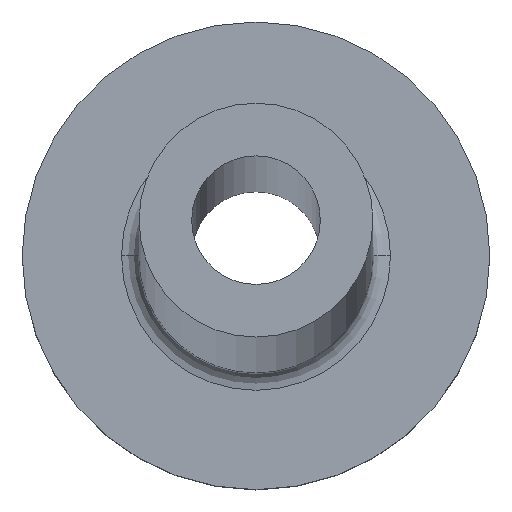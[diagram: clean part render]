
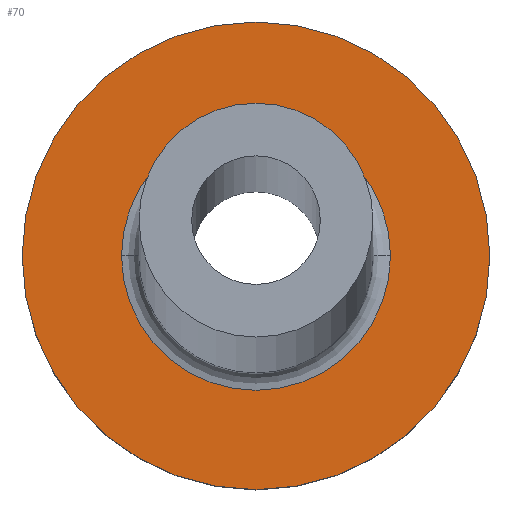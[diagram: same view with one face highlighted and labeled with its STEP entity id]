
A CAD part, top view. The second image highlights one B-rep face of the part: STEP entity #70.
In plain terms, the highlighted planar face has unit normal (0, 0, 1).
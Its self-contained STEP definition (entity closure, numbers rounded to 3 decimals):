
#11 = VERTEX_POINT ( 'NONE', #73 ) ;
#15 = DIRECTION ( 'NONE',  ( 0., 0., 1. ) ) ;
#16 = DIRECTION ( 'NONE',  ( 0., 0., 1. ) ) ;
#17 = EDGE_CURVE ( 'NONE', #38, #11, #158, .T. ) ;
#38 = VERTEX_POINT ( 'NONE', #252 ) ;
#41 = EDGE_LOOP ( 'NONE', ( #114, #274 ) ) ;
#45 = EDGE_LOOP ( 'NONE', ( #90, #180 ) ) ;
#47 = FACE_OUTER_BOUND ( 'NONE', #45, .T. ) ;
#49 = VERTEX_POINT ( 'NONE', #340 ) ;
#50 = CARTESIAN_POINT ( 'NONE',  ( 0., 0., 3. ) ) ;
#58 = EDGE_CURVE ( 'NONE', #49, #228, #91, .T. ) ;
#70 = ADVANCED_FACE ( 'NONE', ( #312, #47 ), #162, .T. ) ;
#73 = CARTESIAN_POINT ( 'NONE',  ( -2.3, 0., 3. ) ) ;
#85 = DIRECTION ( 'NONE',  ( 1., 0., 0. ) ) ;
#90 = ORIENTED_EDGE ( 'NONE', *, *, #58, .T. ) ;
#91 = CIRCLE ( 'NONE', #314, 4. ) ;
#103 = DIRECTION ( 'NONE',  ( 1., 0., 0. ) ) ;
#114 = ORIENTED_EDGE ( 'NONE', *, *, #17, .T. ) ;
#128 = CARTESIAN_POINT ( 'NONE',  ( 0., 0., 3. ) ) ;
#136 = DIRECTION ( 'NONE',  ( 1., 0., 0. ) ) ;
#146 = DIRECTION ( 'NONE',  ( 0., 0., 1. ) ) ;
#152 = AXIS2_PLACEMENT_3D ( 'NONE', #377, #325, #322 ) ;
#158 = CIRCLE ( 'NONE', #283, 2.3 ) ;
#162 = PLANE ( 'NONE',  #246 ) ;
#163 = CARTESIAN_POINT ( 'NONE',  ( 0., 0., 3. ) ) ;
#180 = ORIENTED_EDGE ( 'NONE', *, *, #220, .T. ) ;
#220 = EDGE_CURVE ( 'NONE', #228, #49, #264, .T. ) ;
#228 = VERTEX_POINT ( 'NONE', #347 ) ;
#235 = EDGE_CURVE ( 'NONE', #11, #38, #249, .T. ) ;
#246 = AXIS2_PLACEMENT_3D ( 'NONE', #128, #15, #103 ) ;
#249 = CIRCLE ( 'NONE', #152, 2.3 ) ;
#252 = CARTESIAN_POINT ( 'NONE',  ( 2.3, 0., 3. ) ) ;
#264 = CIRCLE ( 'NONE', #269, 4. ) ;
#269 = AXIS2_PLACEMENT_3D ( 'NONE', #50, #146, #85 ) ;
#274 = ORIENTED_EDGE ( 'NONE', *, *, #235, .T. ) ;
#283 = AXIS2_PLACEMENT_3D ( 'NONE', #372, #315, #136 ) ;
#312 = FACE_BOUND ( 'NONE', #41, .T. ) ;
#314 = AXIS2_PLACEMENT_3D ( 'NONE', #163, #16, #365 ) ;
#315 = DIRECTION ( 'NONE',  ( 0., 0., -1. ) ) ;
#322 = DIRECTION ( 'NONE',  ( 1., 0., 0. ) ) ;
#325 = DIRECTION ( 'NONE',  ( 0., 0., -1. ) ) ;
#340 = CARTESIAN_POINT ( 'NONE',  ( -4., 0., 3. ) ) ;
#347 = CARTESIAN_POINT ( 'NONE',  ( 4., 0., 3. ) ) ;
#365 = DIRECTION ( 'NONE',  ( 1., 0., 0. ) ) ;
#372 = CARTESIAN_POINT ( 'NONE',  ( 0., 0., 3. ) ) ;
#377 = CARTESIAN_POINT ( 'NONE',  ( 0., 0., 3. ) ) ;
